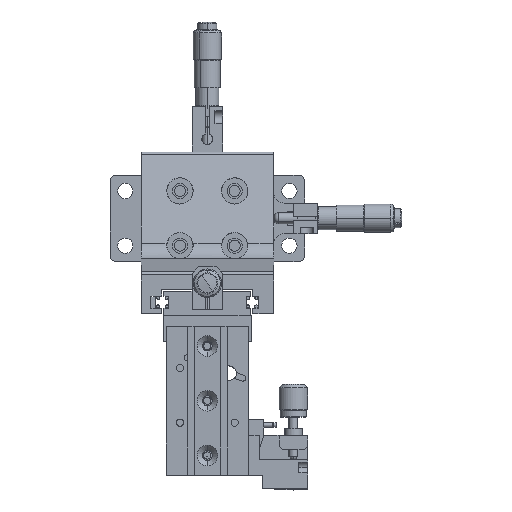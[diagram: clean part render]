
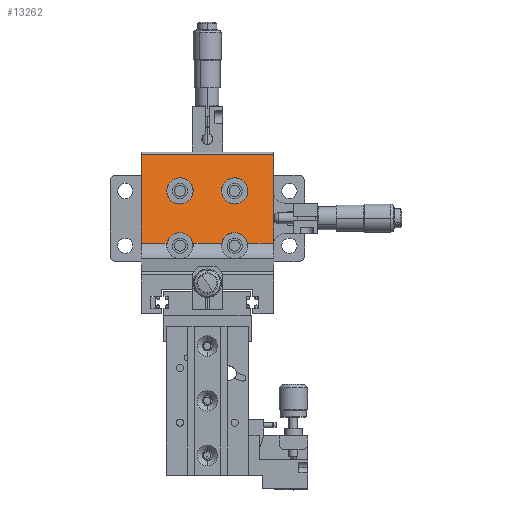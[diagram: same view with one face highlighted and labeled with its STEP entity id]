
A CAD part, top view. The second image highlights one B-rep face of the part: STEP entity #13262.
In plain terms, the highlighted planar face has unit normal (0, 0.259, 0.966).
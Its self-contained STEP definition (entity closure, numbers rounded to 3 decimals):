
#149 = VERTEX_POINT ( 'NONE', #22115 ) ;
#166 = VERTEX_POINT ( 'NONE', #22112 ) ;
#205 = EDGE_CURVE ( 'NONE', #166, #149, #22191, .T. ) ;
#2004 = VERTEX_POINT ( 'NONE', #22316 ) ;
#3509 = EDGE_CURVE ( 'NONE', #2004, #149, #22269, .T. ) ;
#5247 = VERTEX_POINT ( 'NONE', #22428 ) ;
#5329 = EDGE_CURVE ( 'NONE', #5247, #166, #22420, .T. ) ;
#7578 = EDGE_CURVE ( 'NONE', #13502, #13512, #22443, .T. ) ;
#13247 = EDGE_LOOP ( 'NONE', ( #13249, #13300 ) ) ;
#13248 = ORIENTED_EDGE ( 'NONE', *, *, #13492, .T. ) ;
#13249 = ORIENTED_EDGE ( 'NONE', *, *, #13517, .T. ) ;
#13259 = EDGE_LOOP ( 'NONE', ( #13248, #13279 ) ) ;
#13262 = ADVANCED_FACE ( 'NONE', ( #22488, #22579, #22577 ), #22581, .F. ) ;
#13264 = EDGE_LOOP ( 'NONE', ( #13294, #13299, #13283, #13293, #13280, #13286, #13330, #13284 ) ) ;
#13266 = EDGE_CURVE ( 'NONE', #13524, #13429, #22563, .T. ) ;
#13279 = ORIENTED_EDGE ( 'NONE', *, *, #13287, .T. ) ;
#13280 = ORIENTED_EDGE ( 'NONE', *, *, #13288, .T. ) ;
#13283 = ORIENTED_EDGE ( 'NONE', *, *, #13266, .T. ) ;
#13284 = ORIENTED_EDGE ( 'NONE', *, *, #3509, .F. ) ;
#13286 = ORIENTED_EDGE ( 'NONE', *, *, #5329, .T. ) ;
#13287 = EDGE_CURVE ( 'NONE', #13486, #13473, #22588, .T. ) ;
#13288 = EDGE_CURVE ( 'NONE', #13460, #5247, #22591, .T. ) ;
#13293 = ORIENTED_EDGE ( 'NONE', *, *, #13483, .T. ) ;
#13294 = ORIENTED_EDGE ( 'NONE', *, *, #13302, .T. ) ;
#13299 = ORIENTED_EDGE ( 'NONE', *, *, #13556, .T. ) ;
#13300 = ORIENTED_EDGE ( 'NONE', *, *, #7578, .T. ) ;
#13302 = EDGE_CURVE ( 'NONE', #2004, #13553, #22636, .T. ) ;
#13330 = ORIENTED_EDGE ( 'NONE', *, *, #205, .T. ) ;
#13429 = VERTEX_POINT ( 'NONE', #22760 ) ;
#13460 = VERTEX_POINT ( 'NONE', #22754 ) ;
#13473 = VERTEX_POINT ( 'NONE', #22743 ) ;
#13483 = EDGE_CURVE ( 'NONE', #13429, #13460, #22765, .T. ) ;
#13486 = VERTEX_POINT ( 'NONE', #22769 ) ;
#13492 = EDGE_CURVE ( 'NONE', #13473, #13486, #22790, .T. ) ;
#13502 = VERTEX_POINT ( 'NONE', #22824 ) ;
#13512 = VERTEX_POINT ( 'NONE', #22850 ) ;
#13517 = EDGE_CURVE ( 'NONE', #13512, #13502, #22886, .T. ) ;
#13524 = VERTEX_POINT ( 'NONE', #22872 ) ;
#13553 = VERTEX_POINT ( 'NONE', #22963 ) ;
#13556 = EDGE_CURVE ( 'NONE', #13553, #13524, #22955, .T. ) ;
#22112 = CARTESIAN_POINT ( 'NONE',  ( 30.25, 29.188, 33.098 ) ) ;
#22115 = CARTESIAN_POINT ( 'NONE',  ( -30.25, 29.188, 33.098 ) ) ;
#22177 = DIRECTION ( 'NONE',  ( -1., 0., 0. ) ) ;
#22178 = VECTOR ( 'NONE', #22177, 1000. ) ;
#22179 = CARTESIAN_POINT ( 'NONE',  ( -30.25, 29.188, 33.098 ) ) ;
#22191 = LINE ( 'NONE', #22179, #22178 ) ;
#22268 = CARTESIAN_POINT ( 'NONE',  ( -30.25, 30.3, 32.8 ) ) ;
#22269 = LINE ( 'NONE', #22268, #22350 ) ;
#22316 = CARTESIAN_POINT ( 'NONE',  ( -30.25, -11.373, 43.966 ) ) ;
#22345 = DIRECTION ( 'NONE',  ( 0., 0.966, -0.259 ) ) ;
#22350 = VECTOR ( 'NONE', #22345, 1000. ) ;
#22410 = DIRECTION ( 'NONE',  ( 0., 0.966, -0.259 ) ) ;
#22411 = VECTOR ( 'NONE', #22410, 1000. ) ;
#22419 = CARTESIAN_POINT ( 'NONE',  ( 30.25, 30.3, 32.8 ) ) ;
#22420 = LINE ( 'NONE', #22419, #22411 ) ;
#22428 = CARTESIAN_POINT ( 'NONE',  ( 30.25, -11.373, 43.966 ) ) ;
#22437 = CARTESIAN_POINT ( 'NONE',  ( 6.5, 12.5, 37.569 ) ) ;
#22438 = CARTESIAN_POINT ( 'NONE',  ( 6.5, 0.5, 40.785 ) ) ;
#22439 = CARTESIAN_POINT ( 'NONE',  ( 18.5, 0.5, 40.785 ) ) ;
#22440 = CARTESIAN_POINT ( 'NONE',  ( 18.5, 12.5, 37.569 ) ) ;
#22443 =( BOUNDED_CURVE ( )  B_SPLINE_CURVE ( 3, ( #22440, #22439, #22438, #22437 ),
 .UNSPECIFIED., .F., .F. ) 
 B_SPLINE_CURVE_WITH_KNOTS ( ( 4, 4 ),
 ( 4.712, 7.854 ),
 .UNSPECIFIED. ) 
 CURVE ( )  GEOMETRIC_REPRESENTATION_ITEM ( )  RATIONAL_B_SPLINE_CURVE ( ( 1., 0.333, 0.333, 1. ) ) 
 REPRESENTATION_ITEM ( '' )  );
#22488 = FACE_BOUND ( 'NONE', #13259, .T. ) ;
#22557 = DIRECTION ( 'NONE',  ( 1., 0., 0. ) ) ;
#22558 = VECTOR ( 'NONE', #22557, 1000. ) ;
#22563 = LINE ( 'NONE', #22565, #22558 ) ;
#22565 = CARTESIAN_POINT ( 'NONE',  ( 30.25, -11.373, 43.966 ) ) ;
#22567 = DIRECTION ( 'NONE',  ( 0., -0.966, 0.259 ) ) ;
#22568 = DIRECTION ( 'NONE',  ( 0., -0.259, -0.966 ) ) ;
#22569 = CARTESIAN_POINT ( 'NONE',  ( -30.25, 30.3, 32.8 ) ) ;
#22577 = FACE_OUTER_BOUND ( 'NONE', #13264, .T. ) ;
#22578 = AXIS2_PLACEMENT_3D ( 'NONE', #22569, #22568, #22567 ) ;
#22579 = FACE_BOUND ( 'NONE', #13247, .T. ) ;
#22581 = PLANE ( 'NONE',  #22578 ) ;
#22582 = CARTESIAN_POINT ( 'NONE',  ( -18.5, 12.5, 37.569 ) ) ;
#22583 = CARTESIAN_POINT ( 'NONE',  ( -18.5, 0.5, 40.785 ) ) ;
#22584 = CARTESIAN_POINT ( 'NONE',  ( -6.5, 0.5, 40.785 ) ) ;
#22585 = CARTESIAN_POINT ( 'NONE',  ( -6.5, 12.5, 37.569 ) ) ;
#22588 =( BOUNDED_CURVE ( )  B_SPLINE_CURVE ( 3, ( #22585, #22584, #22583, #22582 ),
 .UNSPECIFIED., .F., .T. ) 
 B_SPLINE_CURVE_WITH_KNOTS ( ( 4, 4 ),
 ( 4.712, 7.854 ),
 .UNSPECIFIED. ) 
 CURVE ( )  GEOMETRIC_REPRESENTATION_ITEM ( )  RATIONAL_B_SPLINE_CURVE ( ( 1., 0.333, 0.333, 1. ) ) 
 REPRESENTATION_ITEM ( '' )  );
#22590 = CARTESIAN_POINT ( 'NONE',  ( 30.25, -11.373, 43.966 ) ) ;
#22591 = LINE ( 'NONE', #22590, #22637 ) ;
#22595 = DIRECTION ( 'NONE',  ( 1., 0., 0. ) ) ;
#22618 = DIRECTION ( 'NONE',  ( 1., 0., 0. ) ) ;
#22619 = VECTOR ( 'NONE', #22618, 1000. ) ;
#22620 = CARTESIAN_POINT ( 'NONE',  ( 30.25, -11.373, 43.966 ) ) ;
#22636 = LINE ( 'NONE', #22620, #22619 ) ;
#22637 = VECTOR ( 'NONE', #22595, 1000. ) ;
#22743 = CARTESIAN_POINT ( 'NONE',  ( -18.5, 12.5, 37.569 ) ) ;
#22754 = CARTESIAN_POINT ( 'NONE',  ( 18.393, -11.373, 43.966 ) ) ;
#22760 = CARTESIAN_POINT ( 'NONE',  ( 6.607, -11.373, 43.966 ) ) ;
#22763 = CARTESIAN_POINT ( 'NONE',  ( 8.217, -2.959, 41.712 ) ) ;
#22764 = CARTESIAN_POINT ( 'NONE',  ( 6.607, -11.373, 43.966 ) ) ;
#22765 =( BOUNDED_CURVE ( )  B_SPLINE_CURVE ( 3, ( #22764, #22763, #22808, #22807 ),
 .UNSPECIFIED., .F., .T. ) 
 B_SPLINE_CURVE_WITH_KNOTS ( ( 4, 4 ),
 ( 1.76, 4.523 ),
 .UNSPECIFIED. ) 
 CURVE ( )  GEOMETRIC_REPRESENTATION_ITEM ( )  RATIONAL_B_SPLINE_CURVE ( ( 1., 0.459, 0.459, 1. ) ) 
 REPRESENTATION_ITEM ( '' )  );
#22769 = CARTESIAN_POINT ( 'NONE',  ( -6.5, 12.5, 37.569 ) ) ;
#22786 = CARTESIAN_POINT ( 'NONE',  ( -6.5, 12.5, 37.569 ) ) ;
#22787 = CARTESIAN_POINT ( 'NONE',  ( -6.5, 24.5, 34.354 ) ) ;
#22788 = CARTESIAN_POINT ( 'NONE',  ( -18.5, 24.5, 34.354 ) ) ;
#22789 = CARTESIAN_POINT ( 'NONE',  ( -18.5, 12.5, 37.569 ) ) ;
#22790 =( BOUNDED_CURVE ( )  B_SPLINE_CURVE ( 3, ( #22789, #22788, #22787, #22786 ),
 .UNSPECIFIED., .F., .T. ) 
 B_SPLINE_CURVE_WITH_KNOTS ( ( 4, 4 ),
 ( 1.571, 4.712 ),
 .UNSPECIFIED. ) 
 CURVE ( )  GEOMETRIC_REPRESENTATION_ITEM ( )  RATIONAL_B_SPLINE_CURVE ( ( 1., 0.333, 0.333, 1. ) ) 
 REPRESENTATION_ITEM ( '' )  );
#22807 = CARTESIAN_POINT ( 'NONE',  ( 18.393, -11.373, 43.966 ) ) ;
#22808 = CARTESIAN_POINT ( 'NONE',  ( 16.783, -2.959, 41.712 ) ) ;
#22824 = CARTESIAN_POINT ( 'NONE',  ( 18.5, 12.5, 37.569 ) ) ;
#22850 = CARTESIAN_POINT ( 'NONE',  ( 6.5, 12.5, 37.569 ) ) ;
#22872 = CARTESIAN_POINT ( 'NONE',  ( -6.607, -11.373, 43.966 ) ) ;
#22881 = CARTESIAN_POINT ( 'NONE',  ( 18.5, 12.5, 37.569 ) ) ;
#22882 = CARTESIAN_POINT ( 'NONE',  ( 18.5, 24.5, 34.354 ) ) ;
#22883 = CARTESIAN_POINT ( 'NONE',  ( 6.5, 24.5, 34.354 ) ) ;
#22884 = CARTESIAN_POINT ( 'NONE',  ( 6.5, 12.5, 37.569 ) ) ;
#22886 =( BOUNDED_CURVE ( )  B_SPLINE_CURVE ( 3, ( #22884, #22883, #22882, #22881 ),
 .UNSPECIFIED., .F., .T. ) 
 B_SPLINE_CURVE_WITH_KNOTS ( ( 4, 4 ),
 ( 1.571, 4.712 ),
 .UNSPECIFIED. ) 
 CURVE ( )  GEOMETRIC_REPRESENTATION_ITEM ( )  RATIONAL_B_SPLINE_CURVE ( ( 1., 0.333, 0.333, 1. ) ) 
 REPRESENTATION_ITEM ( '' )  );
#22955 =( BOUNDED_CURVE ( )  B_SPLINE_CURVE ( 3, ( #23013, #23012, #23011, #23010 ),
 .UNSPECIFIED., .F., .T. ) 
 B_SPLINE_CURVE_WITH_KNOTS ( ( 4, 4 ),
 ( 1.76, 4.523 ),
 .UNSPECIFIED. ) 
 CURVE ( )  GEOMETRIC_REPRESENTATION_ITEM ( )  RATIONAL_B_SPLINE_CURVE ( ( 1., 0.459, 0.459, 1. ) ) 
 REPRESENTATION_ITEM ( '' )  );
#22963 = CARTESIAN_POINT ( 'NONE',  ( -18.393, -11.373, 43.966 ) ) ;
#23010 = CARTESIAN_POINT ( 'NONE',  ( -6.607, -11.373, 43.966 ) ) ;
#23011 = CARTESIAN_POINT ( 'NONE',  ( -8.217, -2.959, 41.712 ) ) ;
#23012 = CARTESIAN_POINT ( 'NONE',  ( -16.783, -2.959, 41.712 ) ) ;
#23013 = CARTESIAN_POINT ( 'NONE',  ( -18.393, -11.373, 43.966 ) ) ;
